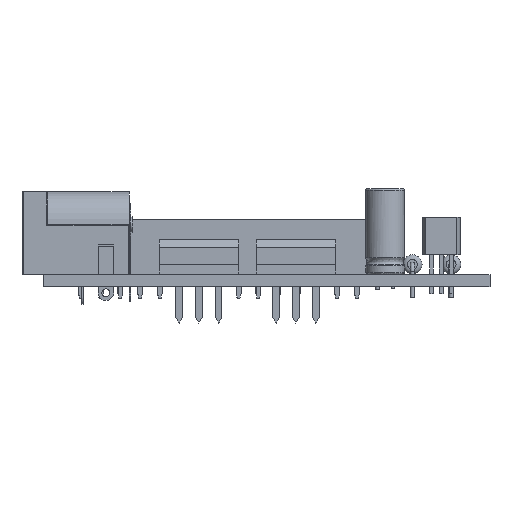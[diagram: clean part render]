
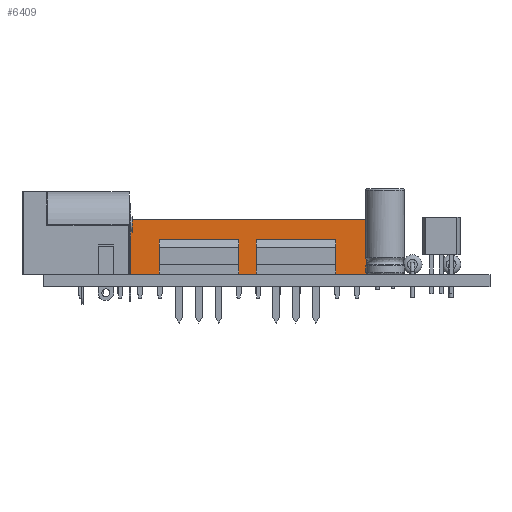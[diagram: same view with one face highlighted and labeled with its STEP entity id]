
A CAD part, front view. The second image highlights one B-rep face of the part: STEP entity #6409.
In plain terms, the highlighted face is planar.
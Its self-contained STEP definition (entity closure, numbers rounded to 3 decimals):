
#1003 = PLANE('',#1004);
#1004 = AXIS2_PLACEMENT_3D('',#1005,#1006,#1007);
#1005 = CARTESIAN_POINT('',(-1.27,-36.83,0.));
#1006 = DIRECTION('',(0.,1.,0.));
#1007 = DIRECTION('',(1.,0.,0.));
#1031 = PLANE('',#1032);
#1032 = AXIS2_PLACEMENT_3D('',#1033,#1034,#1035);
#1033 = CARTESIAN_POINT('',(1.27,-36.83,7.));
#1034 = DIRECTION('',(-0.,0.,-1.));
#1035 = DIRECTION('',(0.,-1.,-0.));
#1059 = PLANE('',#1060);
#1060 = AXIS2_PLACEMENT_3D('',#1061,#1062,#1063);
#1061 = CARTESIAN_POINT('',(1.27,1.27,0.));
#1062 = DIRECTION('',(0.,-1.,0.));
#1063 = DIRECTION('',(-1.,0.,0.));
#1101 = VERTEX_POINT('',#1102);
#1102 = CARTESIAN_POINT('',(-1.27,-36.83,0.));
#1118 = PLANE('',#1119);
#1119 = AXIS2_PLACEMENT_3D('',#1120,#1121,#1122);
#1120 = CARTESIAN_POINT('',(1.27,-36.83,0.));
#1121 = DIRECTION('',(-0.,0.,-1.));
#1122 = DIRECTION('',(0.,-1.,-0.));
#1130 = EDGE_CURVE('',#1101,#1131,#1133,.T.);
#1131 = VERTEX_POINT('',#1132);
#1132 = CARTESIAN_POINT('',(-1.27,-36.83,7.));
#1133 = SURFACE_CURVE('',#1134,(#1138,#1145),.PCURVE_S1.);
#1134 = LINE('',#1135,#1136);
#1135 = CARTESIAN_POINT('',(-1.27,-36.83,0.));
#1136 = VECTOR('',#1137,1.);
#1137 = DIRECTION('',(0.,0.,1.));
#1138 = PCURVE('',#1003,#1139);
#1139 = DEFINITIONAL_REPRESENTATION('',(#1140),#1144);
#1140 = LINE('',#1141,#1142);
#1141 = CARTESIAN_POINT('',(0.,0.));
#1142 = VECTOR('',#1143,1.);
#1143 = DIRECTION('',(0.,-1.));
#1144 = ( GEOMETRIC_REPRESENTATION_CONTEXT(2) 
PARAMETRIC_REPRESENTATION_CONTEXT() REPRESENTATION_CONTEXT('2D SPACE',''
  ) );
#1145 = PCURVE('',#1146,#1151);
#1146 = PLANE('',#1147);
#1147 = AXIS2_PLACEMENT_3D('',#1148,#1149,#1150);
#1148 = CARTESIAN_POINT('',(-1.27,1.27,0.));
#1149 = DIRECTION('',(1.,0.,0.));
#1150 = DIRECTION('',(0.,-1.,0.));
#1151 = DEFINITIONAL_REPRESENTATION('',(#1152),#1156);
#1152 = LINE('',#1153,#1154);
#1153 = CARTESIAN_POINT('',(38.1,0.));
#1154 = VECTOR('',#1155,1.);
#1155 = DIRECTION('',(0.,-1.));
#1156 = ( GEOMETRIC_REPRESENTATION_CONTEXT(2) 
PARAMETRIC_REPRESENTATION_CONTEXT() REPRESENTATION_CONTEXT('2D SPACE',''
  ) );
#1313 = VERTEX_POINT('',#1314);
#1314 = CARTESIAN_POINT('',(-1.27,1.27,7.));
#1335 = EDGE_CURVE('',#1336,#1313,#1338,.T.);
#1336 = VERTEX_POINT('',#1337);
#1337 = CARTESIAN_POINT('',(-1.27,1.27,0.));
#1338 = SURFACE_CURVE('',#1339,(#1343,#1350),.PCURVE_S1.);
#1339 = LINE('',#1340,#1341);
#1340 = CARTESIAN_POINT('',(-1.27,1.27,0.));
#1341 = VECTOR('',#1342,1.);
#1342 = DIRECTION('',(0.,0.,1.));
#1343 = PCURVE('',#1059,#1344);
#1344 = DEFINITIONAL_REPRESENTATION('',(#1345),#1349);
#1345 = LINE('',#1346,#1347);
#1346 = CARTESIAN_POINT('',(2.54,0.));
#1347 = VECTOR('',#1348,1.);
#1348 = DIRECTION('',(0.,-1.));
#1349 = ( GEOMETRIC_REPRESENTATION_CONTEXT(2) 
PARAMETRIC_REPRESENTATION_CONTEXT() REPRESENTATION_CONTEXT('2D SPACE',''
  ) );
#1350 = PCURVE('',#1146,#1351);
#1351 = DEFINITIONAL_REPRESENTATION('',(#1352),#1356);
#1352 = LINE('',#1353,#1354);
#1353 = CARTESIAN_POINT('',(0.,0.));
#1354 = VECTOR('',#1355,1.);
#1355 = DIRECTION('',(0.,-1.));
#1356 = ( GEOMETRIC_REPRESENTATION_CONTEXT(2) 
PARAMETRIC_REPRESENTATION_CONTEXT() REPRESENTATION_CONTEXT('2D SPACE',''
  ) );
#1480 = EDGE_CURVE('',#1313,#1131,#1481,.T.);
#1481 = SURFACE_CURVE('',#1482,(#1486,#1493),.PCURVE_S1.);
#1482 = LINE('',#1483,#1484);
#1483 = CARTESIAN_POINT('',(-1.27,1.27,7.));
#1484 = VECTOR('',#1485,1.);
#1485 = DIRECTION('',(0.,-1.,0.));
#1486 = PCURVE('',#1031,#1487);
#1487 = DEFINITIONAL_REPRESENTATION('',(#1488),#1492);
#1488 = LINE('',#1489,#1490);
#1489 = CARTESIAN_POINT('',(-38.1,2.54));
#1490 = VECTOR('',#1491,1.);
#1491 = DIRECTION('',(1.,0.));
#1492 = ( GEOMETRIC_REPRESENTATION_CONTEXT(2) 
PARAMETRIC_REPRESENTATION_CONTEXT() REPRESENTATION_CONTEXT('2D SPACE',''
  ) );
#1493 = PCURVE('',#1146,#1494);
#1494 = DEFINITIONAL_REPRESENTATION('',(#1495),#1499);
#1495 = LINE('',#1496,#1497);
#1496 = CARTESIAN_POINT('',(0.,-7.));
#1497 = VECTOR('',#1498,1.);
#1498 = DIRECTION('',(1.,0.));
#1499 = ( GEOMETRIC_REPRESENTATION_CONTEXT(2) 
PARAMETRIC_REPRESENTATION_CONTEXT() REPRESENTATION_CONTEXT('2D SPACE',''
  ) );
#3237 = EDGE_CURVE('',#1336,#1101,#3238,.T.);
#3238 = SURFACE_CURVE('',#3239,(#3243,#3250),.PCURVE_S1.);
#3239 = LINE('',#3240,#3241);
#3240 = CARTESIAN_POINT('',(-1.27,1.27,0.));
#3241 = VECTOR('',#3242,1.);
#3242 = DIRECTION('',(0.,-1.,0.));
#3243 = PCURVE('',#1118,#3244);
#3244 = DEFINITIONAL_REPRESENTATION('',(#3245),#3249);
#3245 = LINE('',#3246,#3247);
#3246 = CARTESIAN_POINT('',(-38.1,2.54));
#3247 = VECTOR('',#3248,1.);
#3248 = DIRECTION('',(1.,0.));
#3249 = ( GEOMETRIC_REPRESENTATION_CONTEXT(2) 
PARAMETRIC_REPRESENTATION_CONTEXT() REPRESENTATION_CONTEXT('2D SPACE',''
  ) );
#3250 = PCURVE('',#1146,#3251);
#3251 = DEFINITIONAL_REPRESENTATION('',(#3252),#3256);
#3252 = LINE('',#3253,#3254);
#3253 = CARTESIAN_POINT('',(0.,0.));
#3254 = VECTOR('',#3255,1.);
#3255 = DIRECTION('',(1.,0.));
#3256 = ( GEOMETRIC_REPRESENTATION_CONTEXT(2) 
PARAMETRIC_REPRESENTATION_CONTEXT() REPRESENTATION_CONTEXT('2D SPACE',''
  ) );
#6409 = ADVANCED_FACE('',(#6410),#1146,.F.);
#6410 = FACE_BOUND('',#6411,.F.);
#6411 = EDGE_LOOP('',(#6412,#6413,#6414,#6415));
#6412 = ORIENTED_EDGE('',*,*,#1335,.T.);
#6413 = ORIENTED_EDGE('',*,*,#1480,.T.);
#6414 = ORIENTED_EDGE('',*,*,#1130,.F.);
#6415 = ORIENTED_EDGE('',*,*,#3237,.F.);
